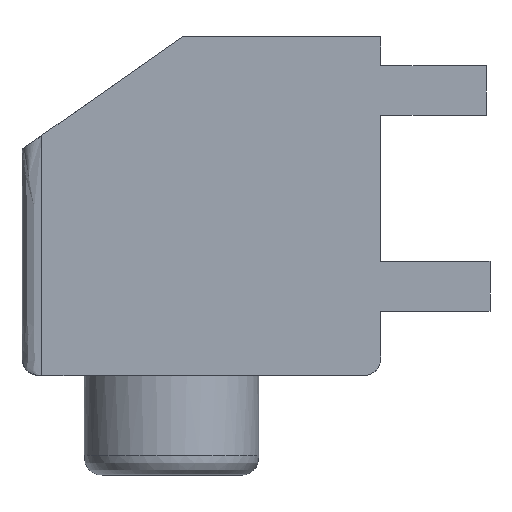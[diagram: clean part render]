
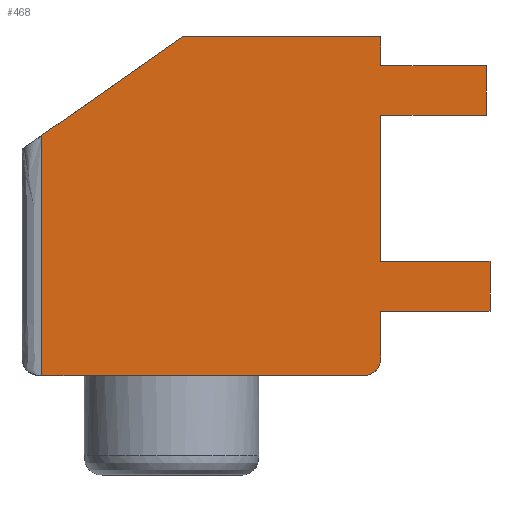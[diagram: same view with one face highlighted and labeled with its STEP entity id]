
A CAD part, front view. The second image highlights one B-rep face of the part: STEP entity #468.
In plain terms, the highlighted planar face has unit normal (0, -1, 0).
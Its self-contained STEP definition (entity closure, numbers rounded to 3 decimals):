
#244=LINE('',#1743,#321);
#247=LINE('',#1749,#324);
#249=LINE('',#1753,#326);
#255=LINE('',#1766,#332);
#258=LINE('',#1772,#335);
#260=LINE('',#1776,#337);
#284=LINE('',#1826,#361);
#287=LINE('',#1831,#364);
#288=LINE('',#1832,#365);
#289=LINE('',#1834,#366);
#293=LINE('',#1842,#370);
#314=LINE('',#1876,#391);
#321=VECTOR('',#1031,1.);
#324=VECTOR('',#1036,1.);
#326=VECTOR('',#1040,1.);
#332=VECTOR('',#1050,1.);
#335=VECTOR('',#1055,1.);
#337=VECTOR('',#1059,1.);
#361=VECTOR('',#1101,1.);
#364=VECTOR('',#1104,1.);
#365=VECTOR('',#1105,1.);
#366=VECTOR('',#1108,1.);
#370=VECTOR('',#1114,1.);
#391=VECTOR('',#1149,1.);
#422=PLANE('',#1012);
#468=ADVANCED_FACE('',(#514),#422,.F.);
#514=FACE_OUTER_BOUND('',#555,.T.);
#555=EDGE_LOOP('',(#732,#733,#734,#735,#736,#737,#738,#739,#740,#741,#742,
#743,#744,#745));
#732=ORIENTED_EDGE('',*,*,#930,.F.);
#733=ORIENTED_EDGE('',*,*,#869,.T.);
#734=ORIENTED_EDGE('',*,*,#951,.T.);
#735=ORIENTED_EDGE('',*,*,#853,.T.);
#736=ORIENTED_EDGE('',*,*,#921,.F.);
#737=ORIENTED_EDGE('',*,*,#886,.F.);
#738=ORIENTED_EDGE('',*,*,#884,.F.);
#739=ORIENTED_EDGE('',*,*,#881,.F.);
#740=ORIENTED_EDGE('',*,*,#925,.F.);
#741=ORIENTED_EDGE('',*,*,#897,.F.);
#742=ORIENTED_EDGE('',*,*,#895,.F.);
#743=ORIENTED_EDGE('',*,*,#892,.F.);
#744=ORIENTED_EDGE('',*,*,#924,.F.);
#745=ORIENTED_EDGE('',*,*,#926,.F.);
#781=VERTEX_POINT('',#1237);
#782=VERTEX_POINT('',#1246);
#793=VERTEX_POINT('',#1417);
#796=VERTEX_POINT('',#1494);
#808=VERTEX_POINT('',#1744);
#809=VERTEX_POINT('',#1745);
#810=VERTEX_POINT('',#1750);
#811=VERTEX_POINT('',#1754);
#816=VERTEX_POINT('',#1767);
#817=VERTEX_POINT('',#1768);
#818=VERTEX_POINT('',#1773);
#819=VERTEX_POINT('',#1777);
#837=VERTEX_POINT('',#1830);
#838=VERTEX_POINT('',#1835);
#853=EDGE_CURVE('',#782,#781,#960,.T.);
#869=EDGE_CURVE('',#796,#793,#976,.T.);
#881=EDGE_CURVE('',#808,#809,#244,.T.);
#884=EDGE_CURVE('',#809,#810,#247,.T.);
#886=EDGE_CURVE('',#810,#811,#249,.T.);
#892=EDGE_CURVE('',#816,#817,#255,.T.);
#895=EDGE_CURVE('',#817,#818,#258,.T.);
#897=EDGE_CURVE('',#818,#819,#260,.T.);
#921=EDGE_CURVE('',#811,#781,#284,.T.);
#924=EDGE_CURVE('',#837,#816,#287,.T.);
#925=EDGE_CURVE('',#819,#808,#288,.T.);
#926=EDGE_CURVE('',#838,#837,#289,.T.);
#930=EDGE_CURVE('',#796,#838,#293,.T.);
#951=EDGE_CURVE('',#793,#782,#314,.T.);
#960=B_SPLINE_CURVE_WITH_KNOTS('',5,(#1238,#1239,#1240,#1241,#1242,#1243,
#1244,#1245),.UNSPECIFIED.,.F.,.F.,(6,2,6),(0.,0.5,1.),.UNSPECIFIED.);
#976=B_SPLINE_CURVE_WITH_KNOTS('',3,(#1499,#1500,#1501,#1502),
 .UNSPECIFIED.,.F.,.F.,(4,4),(0.,1.),.UNSPECIFIED.);
#1012=AXIS2_PLACEMENT_3D('',#1877,#1150,#1151);
#1031=DIRECTION('',(1.,0.,0.));
#1036=DIRECTION('',(0.,0.,-1.));
#1040=DIRECTION('',(-1.,0.,0.));
#1050=DIRECTION('',(1.,0.,0.));
#1055=DIRECTION('',(0.,0.,-1.));
#1059=DIRECTION('',(-1.,0.,0.));
#1101=DIRECTION('',(0.,0.,-1.));
#1104=DIRECTION('',(0.,0.,-1.));
#1105=DIRECTION('',(0.,0.,-1.));
#1108=DIRECTION('',(1.,0.,0.));
#1114=DIRECTION('',(0.819,0.,0.574));
#1149=DIRECTION('',(1.,0.,0.));
#1150=DIRECTION('',(0.,1.,0.));
#1151=DIRECTION('',(-1.,0.,0.));
#1237=CARTESIAN_POINT('',(7.8,-4.684,-17.189));
#1238=CARTESIAN_POINT('',(7.4,-4.684,-17.589));
#1239=CARTESIAN_POINT('',(7.46,-4.684,-17.589));
#1240=CARTESIAN_POINT('',(7.52,-4.684,-17.589));
#1241=CARTESIAN_POINT('',(7.667,-4.684,-17.549));
#1242=CARTESIAN_POINT('',(7.76,-4.684,-17.456));
#1243=CARTESIAN_POINT('',(7.8,-4.684,-17.309));
#1244=CARTESIAN_POINT('',(7.8,-4.684,-17.249));
#1245=CARTESIAN_POINT('',(7.8,-4.684,-17.189));
#1246=CARTESIAN_POINT('',(7.4,-4.684,-17.589));
#1417=CARTESIAN_POINT('',(1.,-4.684,-17.589));
#1494=CARTESIAN_POINT('',(1.,-4.684,-12.767));
#1499=CARTESIAN_POINT('',(1.,-4.684,-12.767));
#1500=CARTESIAN_POINT('',(1.,-4.684,-14.375));
#1501=CARTESIAN_POINT('',(1.,-4.684,-15.982));
#1502=CARTESIAN_POINT('',(1.,-4.684,-17.589));
#1743=CARTESIAN_POINT('',(9.395,-4.684,-15.299));
#1744=CARTESIAN_POINT('',(7.8,-4.684,-15.299));
#1745=CARTESIAN_POINT('',(9.991,-4.684,-15.299));
#1749=CARTESIAN_POINT('',(9.991,-4.684,-15.799));
#1750=CARTESIAN_POINT('',(9.991,-4.684,-16.299));
#1753=CARTESIAN_POINT('',(9.395,-4.684,-16.299));
#1754=CARTESIAN_POINT('',(7.8,-4.684,-16.299));
#1766=CARTESIAN_POINT('',(9.359,-4.684,-11.368));
#1767=CARTESIAN_POINT('',(7.8,-4.684,-11.368));
#1768=CARTESIAN_POINT('',(9.919,-4.684,-11.368));
#1772=CARTESIAN_POINT('',(9.919,-4.684,-11.868));
#1773=CARTESIAN_POINT('',(9.919,-4.684,-12.368));
#1776=CARTESIAN_POINT('',(9.359,-4.684,-12.368));
#1777=CARTESIAN_POINT('',(7.8,-4.684,-12.368));
#1826=CARTESIAN_POINT('',(7.8,-4.684,-14.189));
#1830=CARTESIAN_POINT('',(7.8,-4.684,-10.789));
#1831=CARTESIAN_POINT('',(7.8,-4.684,-14.189));
#1832=CARTESIAN_POINT('',(7.8,-4.684,-14.189));
#1834=CARTESIAN_POINT('',(5.211,-4.684,-10.789));
#1835=CARTESIAN_POINT('',(3.821,-4.684,-10.789));
#1842=CARTESIAN_POINT('',(2.211,-4.684,-11.919));
#1876=CARTESIAN_POINT('',(3.6,-4.684,-17.589));
#1877=CARTESIAN_POINT('',(3.6,-4.684,-14.589));
